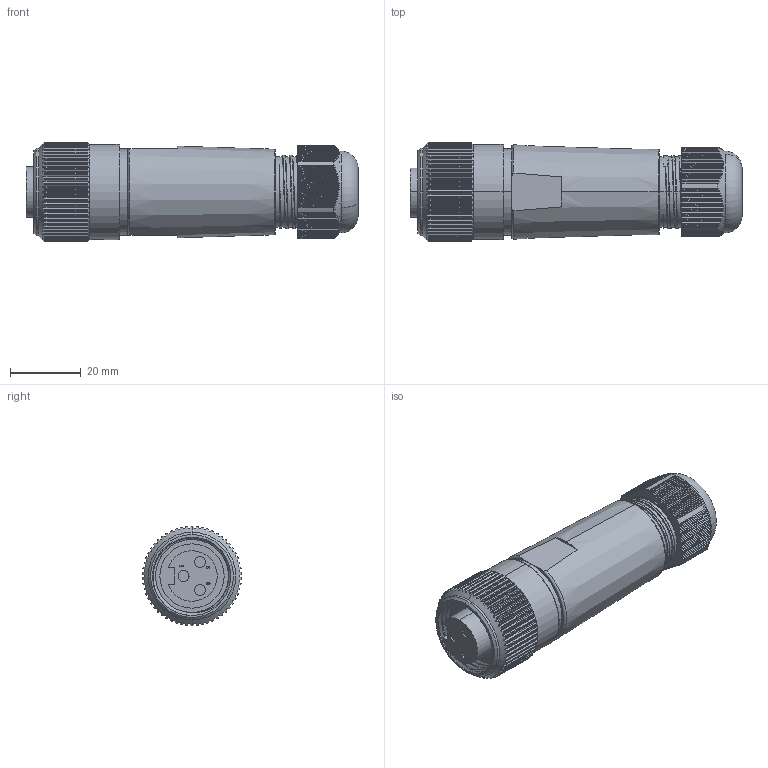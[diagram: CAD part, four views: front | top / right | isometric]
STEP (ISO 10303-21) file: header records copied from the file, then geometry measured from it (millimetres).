
FILE_DESCRIPTION (( 'STEP AP214' ), '1' );
FILE_NAME ('MIN-3FP-FW.STEP', '2015-08-13T15:48:44', ( 'IT' ), ( '' ), 'SwSTEP 2.0', 'SolidWorks 2015', '' );
FILE_SCHEMA (( 'AUTOMOTIVE_DESIGN' ));
Length unit declared in the file: millimetre
Products named in the file (1): MIN-3FP-FW
Bounding box: 93.62 x 27.96 x 28 mm (x, y, z)
Volume: 43859.8 mm3; surface area: 11972.9 mm2
Topology: 1 solids, 1 shells, 815 faces, 2370 edges, 1570 vertices
Faces by surface type: plane 445, cylinder 316, bspline 27, torus 14, cone 13
Entity records: 42053 total; most frequent: CARTESIAN_POINT 13477, ORIENTED_EDGE 4740, DIRECTION 3146, EDGE_CURVE 2370, VERTEX_POINT 1570, VECTOR 1100, LINE 1100, AXIS2_PLACEMENT_3D 1023
